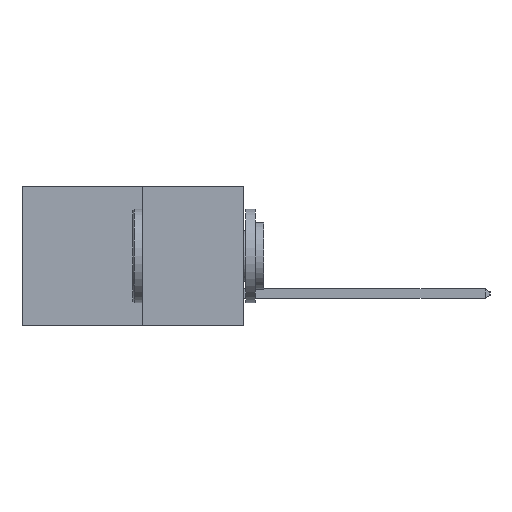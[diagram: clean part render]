
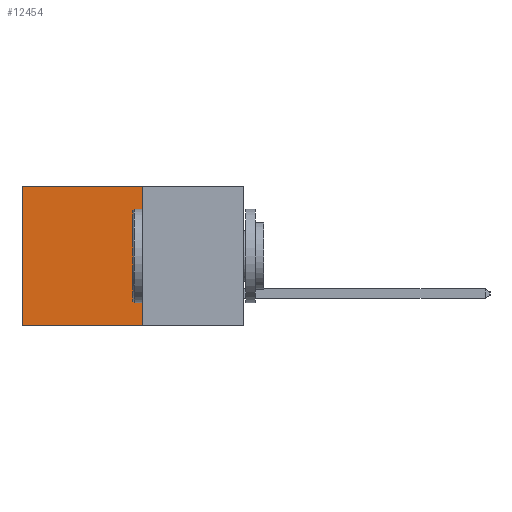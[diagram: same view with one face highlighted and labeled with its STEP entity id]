
A CAD part, left-side view. The second image highlights one B-rep face of the part: STEP entity #12454.
In plain terms, the highlighted planar face has unit normal (-1, 0, 0).
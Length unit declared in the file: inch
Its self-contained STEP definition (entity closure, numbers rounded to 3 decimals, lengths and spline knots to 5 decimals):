
#459 = VECTOR ( 'NONE', #12269, 39.37008 ) ;
#2388 = VECTOR ( 'NONE', #12588, 39.37008 ) ;
#2544 = VECTOR ( 'NONE', #7028, 39.37008 ) ;
#3332 = LINE ( 'NONE', #9654, #14645 ) ;
#3438 = EDGE_LOOP ( 'NONE', ( #3686, #13180, #5510, #9176 ) ) ;
#3636 = VERTEX_POINT ( 'NONE', #13121 ) ;
#3686 = ORIENTED_EDGE ( 'NONE', *, *, #11736, .T. ) ;
#5077 = VERTEX_POINT ( 'NONE', #10004 ) ;
#5510 = ORIENTED_EDGE ( 'NONE', *, *, #11460, .F. ) ;
#5687 = DIRECTION ( 'NONE',  ( 1., 0., 0. ) ) ;
#6218 = VERTEX_POINT ( 'NONE', #7570 ) ;
#6508 = EDGE_CURVE ( 'NONE', #6218, #3636, #3332, .T. ) ;
#6541 = LINE ( 'NONE', #11138, #459 ) ;
#7028 = DIRECTION ( 'NONE',  ( 0., 0., -1. ) ) ;
#7253 = EDGE_CURVE ( 'NONE', #8208, #5077, #11922, .T. ) ;
#7570 = CARTESIAN_POINT ( 'NONE',  ( 0.277, 0.27, -0.37 ) ) ;
#7920 = PLANE ( 'NONE',  #13712 ) ;
#8208 = VERTEX_POINT ( 'NONE', #10301 ) ;
#9176 = ORIENTED_EDGE ( 'NONE', *, *, #7253, .T. ) ;
#9562 = DIRECTION ( 'NONE',  ( 0., 1., 0. ) ) ;
#9654 = CARTESIAN_POINT ( 'NONE',  ( 0.277, 0.27, -0.37 ) ) ;
#10004 = CARTESIAN_POINT ( 'NONE',  ( 0.277, 0.59, 0. ) ) ;
#10301 = CARTESIAN_POINT ( 'NONE',  ( 0.277, 0.27, 0. ) ) ;
#10443 = CARTESIAN_POINT ( 'NONE',  ( 0.277, 0.59, -0.37 ) ) ;
#11138 = CARTESIAN_POINT ( 'NONE',  ( 0.277, 0.27, -0.37 ) ) ;
#11460 = EDGE_CURVE ( 'NONE', #8208, #6218, #6541, .T. ) ;
#11720 = LINE ( 'NONE', #10443, #2544 ) ;
#11736 = EDGE_CURVE ( 'NONE', #5077, #3636, #11720, .T. ) ;
#11922 = LINE ( 'NONE', #12632, #2388 ) ;
#12269 = DIRECTION ( 'NONE',  ( 0., 0., -1. ) ) ;
#12454 = ADVANCED_FACE ( 'NONE', ( #13071 ), #7920, .F. ) ;
#12490 = CARTESIAN_POINT ( 'NONE',  ( 0.277, 0.27, -0.37 ) ) ;
#12588 = DIRECTION ( 'NONE',  ( 0., 1., 0. ) ) ;
#12632 = CARTESIAN_POINT ( 'NONE',  ( 0.277, 0.27, 0. ) ) ;
#13071 = FACE_OUTER_BOUND ( 'NONE', #3438, .T. ) ;
#13121 = CARTESIAN_POINT ( 'NONE',  ( 0.277, 0.59, -0.37 ) ) ;
#13180 = ORIENTED_EDGE ( 'NONE', *, *, #6508, .F. ) ;
#13556 = DIRECTION ( 'NONE',  ( 0., 0., -1. ) ) ;
#13712 = AXIS2_PLACEMENT_3D ( 'NONE', #12490, #5687, #13556 ) ;
#14645 = VECTOR ( 'NONE', #9562, 39.37008 ) ;
